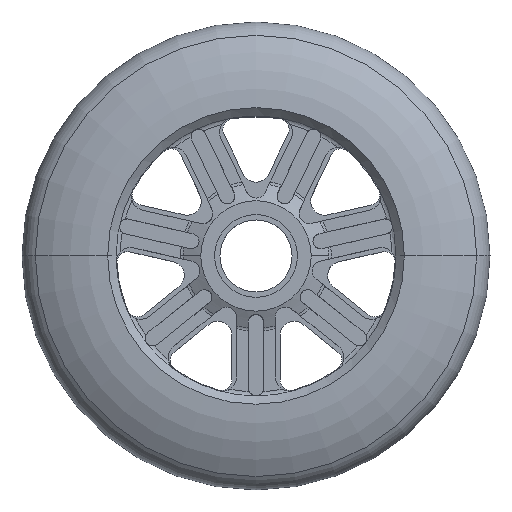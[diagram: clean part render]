
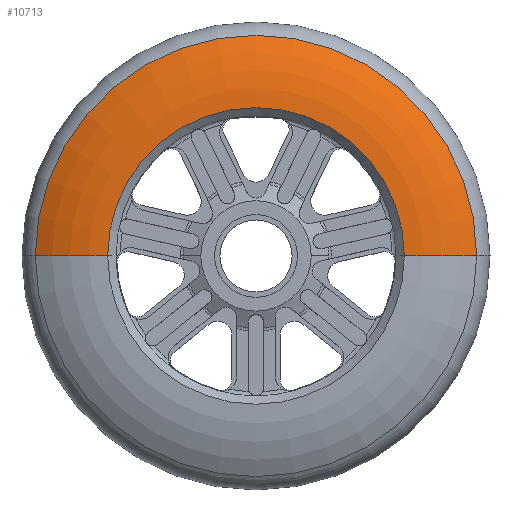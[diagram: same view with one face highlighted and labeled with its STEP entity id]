
A CAD part, top view. The second image highlights one B-rep face of the part: STEP entity #10713.
In plain terms, the highlighted toroidal (fillet/blend) face has major radius 39.448 mm and minor radius 36.152 mm.
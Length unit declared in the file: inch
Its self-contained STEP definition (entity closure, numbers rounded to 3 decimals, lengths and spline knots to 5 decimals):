
#862 = CARTESIAN_POINT ( 'NONE',  ( -2.3102, 0., 0.25291 ) ) ;
#1421 = EDGE_CURVE ( 'NONE', #9570, #3490, #5422, .T. ) ;
#1504 = ORIENTED_EDGE ( 'NONE', *, *, #7281, .F. ) ;
#1796 = DIRECTION ( 'NONE',  ( 0., 0., -1. ) ) ;
#2613 = EDGE_LOOP ( 'NONE', ( #3871, #11766, #7529, #1504 ) ) ;
#2639 = DIRECTION ( 'NONE',  ( 0., 0., -1. ) ) ;
#2855 = CARTESIAN_POINT ( 'NONE',  ( -1.55307, 0., -0.95232 ) ) ;
#3453 = AXIS2_PLACEMENT_3D ( 'NONE', #3541, #10119, #4474 ) ;
#3490 = VERTEX_POINT ( 'NONE', #6677 ) ;
#3541 = CARTESIAN_POINT ( 'NONE',  ( 0., 0., 0.471 ) ) ;
#3595 = DIRECTION ( 'NONE',  ( -1., 0., 0. ) ) ;
#3804 = DIRECTION ( 'NONE',  ( 0., 0., -1. ) ) ;
#3871 = ORIENTED_EDGE ( 'NONE', *, *, #7661, .T. ) ;
#4259 = CARTESIAN_POINT ( 'NONE',  ( 1.55307, 0., 0.471 ) ) ;
#4366 = CIRCLE ( 'NONE', #11553, 2.3102 ) ;
#4383 = EDGE_CURVE ( 'NONE', #12431, #3490, #4366, .T. ) ;
#4474 = DIRECTION ( 'NONE',  ( -1., 0., 0. ) ) ;
#5156 = VERTEX_POINT ( 'NONE', #10926 ) ;
#5422 = CIRCLE ( 'NONE', #7748, 1.42332 ) ;
#5607 = CIRCLE ( 'NONE', #10225, 1.42332 ) ;
#5678 = DIRECTION ( 'NONE',  ( 0., 1., 0. ) ) ;
#6677 = CARTESIAN_POINT ( 'NONE',  ( 2.3102, 0., 0.25291 ) ) ;
#7281 = EDGE_CURVE ( 'NONE', #5156, #12431, #5607, .T. ) ;
#7356 = CIRCLE ( 'NONE', #3453, 1.55307 ) ;
#7417 = CARTESIAN_POINT ( 'NONE',  ( 0., 0., 0.25291 ) ) ;
#7529 = ORIENTED_EDGE ( 'NONE', *, *, #4383, .F. ) ;
#7661 = EDGE_CURVE ( 'NONE', #5156, #9570, #7356, .T. ) ;
#7748 = AXIS2_PLACEMENT_3D ( 'NONE', #11382, #5678, #12375 ) ;
#8244 = CARTESIAN_POINT ( 'NONE',  ( 0., 0., -0.95232 ) ) ;
#8377 = DIRECTION ( 'NONE',  ( -1., 0., 0. ) ) ;
#9412 = DIRECTION ( 'NONE',  ( 0., -1., 0. ) ) ;
#9570 = VERTEX_POINT ( 'NONE', #4259 ) ;
#10119 = DIRECTION ( 'NONE',  ( 0., 0., -1. ) ) ;
#10225 = AXIS2_PLACEMENT_3D ( 'NONE', #2855, #9412, #3804 ) ;
#10360 = TOROIDAL_SURFACE ( 'NONE', #11520, 1.55307, 1.42332 ) ;
#10660 = FACE_OUTER_BOUND ( 'NONE', #2613, .T. ) ;
#10713 = ADVANCED_FACE ( 'NONE', ( #10660 ), #10360, .T. ) ;
#10926 = CARTESIAN_POINT ( 'NONE',  ( -1.55307, 0., 0.471 ) ) ;
#11382 = CARTESIAN_POINT ( 'NONE',  ( 1.55307, 0., -0.95232 ) ) ;
#11520 = AXIS2_PLACEMENT_3D ( 'NONE', #8244, #2639, #3595 ) ;
#11553 = AXIS2_PLACEMENT_3D ( 'NONE', #7417, #1796, #8377 ) ;
#11766 = ORIENTED_EDGE ( 'NONE', *, *, #1421, .T. ) ;
#12375 = DIRECTION ( 'NONE',  ( -1., 0., 0. ) ) ;
#12431 = VERTEX_POINT ( 'NONE', #862 ) ;
